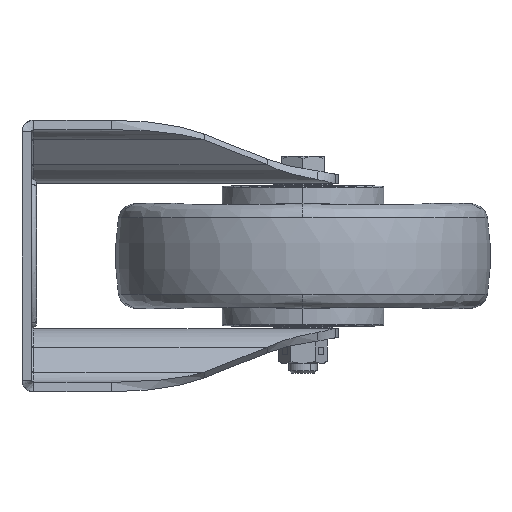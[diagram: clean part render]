
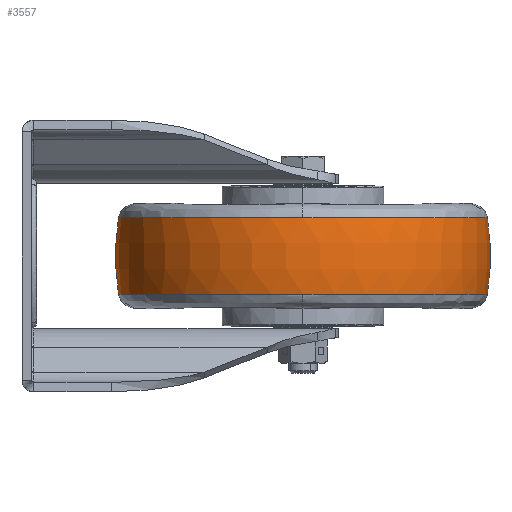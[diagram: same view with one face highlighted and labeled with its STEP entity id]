
A CAD part, left-side view. The second image highlights one B-rep face of the part: STEP entity #3557.
In plain terms, the highlighted toroidal (fillet/blend) face has major radius 30 mm and minor radius 110 mm.
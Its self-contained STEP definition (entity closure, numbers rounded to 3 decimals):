
#12 = AXIS2_PLACEMENT_3D ( 'NONE', #20496, #6524, #22816 ) ;
#24 = ORIENTED_EDGE ( 'NONE', *, *, #5611, .T. ) ;
#667 = ORIENTED_EDGE ( 'NONE', *, *, #9318, .T. ) ;
#1645 = CARTESIAN_POINT ( 'NONE',  ( -78.787, -120., -17.289 ) ) ;
#1773 = DIRECTION ( 'NONE',  ( 1., 0., 0. ) ) ;
#2535 = CARTESIAN_POINT ( 'NONE',  ( 0., -41.213, 15.289 ) ) ;
#2936 = CARTESIAN_POINT ( 'NONE',  ( 0., -120., 15.289 ) ) ;
#3010 = AXIS2_PLACEMENT_3D ( 'NONE', #2936, #19183, #5230 ) ;
#3078 = CIRCLE ( 'NONE', #18465, 78.787 ) ;
#3396 = CARTESIAN_POINT ( 'NONE',  ( 0., -150., -1. ) ) ;
#3557 = ADVANCED_FACE ( 'NONE', ( #12438 ), #10239, .T. ) ;
#3602 = CARTESIAN_POINT ( 'NONE',  ( 0., -198.787, 15.289 ) ) ;
#4913 = VERTEX_POINT ( 'NONE', #2535 ) ;
#5230 = DIRECTION ( 'NONE',  ( 0., 1., 0. ) ) ;
#5483 = CARTESIAN_POINT ( 'NONE',  ( -78.787, -120., 15.289 ) ) ;
#5611 = EDGE_CURVE ( 'NONE', #15840, #22452, #3078, .T. ) ;
#5689 = DIRECTION ( 'NONE',  ( 0., 0., -1. ) ) ;
#6524 = DIRECTION ( 'NONE',  ( -1., 0., 0. ) ) ;
#6590 = ORIENTED_EDGE ( 'NONE', *, *, #16359, .T. ) ;
#8038 = DIRECTION ( 'NONE',  ( 0., -1., 0. ) ) ;
#9165 = EDGE_CURVE ( 'NONE', #15840, #4913, #30102, .T. ) ;
#9318 = EDGE_CURVE ( 'NONE', #22452, #26652, #21374, .T. ) ;
#9458 = CARTESIAN_POINT ( 'NONE',  ( 0., -120., 15.289 ) ) ;
#10011 = ORIENTED_EDGE ( 'NONE', *, *, #15217, .T. ) ;
#10239 = TOROIDAL_SURFACE ( 'NONE', #27670, -30., 110. ) ;
#10336 = CARTESIAN_POINT ( 'NONE',  ( 0., -120., -1. ) ) ;
#10485 = CIRCLE ( 'NONE', #12, 110. ) ;
#11840 = DIRECTION ( 'NONE',  ( 0., 1., 0. ) ) ;
#12438 = FACE_OUTER_BOUND ( 'NONE', #14301, .T. ) ;
#12752 = CARTESIAN_POINT ( 'NONE',  ( 0., -120., -17.289 ) ) ;
#12797 = AXIS2_PLACEMENT_3D ( 'NONE', #3396, #19648, #5689 ) ;
#14301 = EDGE_LOOP ( 'NONE', ( #23731, #24, #667, #6590, #23576, #10011 ) ) ;
#14508 = VERTEX_POINT ( 'NONE', #3602 ) ;
#15071 = DIRECTION ( 'NONE',  ( 1., 0., 0. ) ) ;
#15217 = EDGE_CURVE ( 'NONE', #21746, #4913, #20084, .T. ) ;
#15659 = DIRECTION ( 'NONE',  ( 0., 0., 1. ) ) ;
#15840 = VERTEX_POINT ( 'NONE', #27695 ) ;
#16359 = EDGE_CURVE ( 'NONE', #26652, #14508, #10485, .T. ) ;
#17050 = AXIS2_PLACEMENT_3D ( 'NONE', #9458, #25708, #11840 ) ;
#18427 = AXIS2_PLACEMENT_3D ( 'NONE', #29596, #15659, #1773 ) ;
#18465 = AXIS2_PLACEMENT_3D ( 'NONE', #12752, #28988, #15071 ) ;
#19183 = DIRECTION ( 'NONE',  ( 0., 0., -1. ) ) ;
#19648 = DIRECTION ( 'NONE',  ( 1., 0., 0. ) ) ;
#20084 = CIRCLE ( 'NONE', #17050, 78.787 ) ;
#20496 = CARTESIAN_POINT ( 'NONE',  ( 0., -90., -1. ) ) ;
#21374 = CIRCLE ( 'NONE', #18427, 78.787 ) ;
#21746 = VERTEX_POINT ( 'NONE', #5483 ) ;
#22011 = DIRECTION ( 'NONE',  ( 0., 0., 1. ) ) ;
#22452 = VERTEX_POINT ( 'NONE', #1645 ) ;
#22816 = DIRECTION ( 'NONE',  ( 0., 0., 1. ) ) ;
#23576 = ORIENTED_EDGE ( 'NONE', *, *, #27733, .T. ) ;
#23731 = ORIENTED_EDGE ( 'NONE', *, *, #9165, .F. ) ;
#25708 = DIRECTION ( 'NONE',  ( 0., 0., -1. ) ) ;
#26652 = VERTEX_POINT ( 'NONE', #29070 ) ;
#27670 = AXIS2_PLACEMENT_3D ( 'NONE', #10336, #22011, #8038 ) ;
#27695 = CARTESIAN_POINT ( 'NONE',  ( 0., -41.213, -17.289 ) ) ;
#27733 = EDGE_CURVE ( 'NONE', #14508, #21746, #30141, .T. ) ;
#28988 = DIRECTION ( 'NONE',  ( 0., 0., 1. ) ) ;
#29070 = CARTESIAN_POINT ( 'NONE',  ( 0., -198.787, -17.289 ) ) ;
#29596 = CARTESIAN_POINT ( 'NONE',  ( 0., -120., -17.289 ) ) ;
#30102 = CIRCLE ( 'NONE', #12797, 110. ) ;
#30141 = CIRCLE ( 'NONE', #3010, 78.787 ) ;
